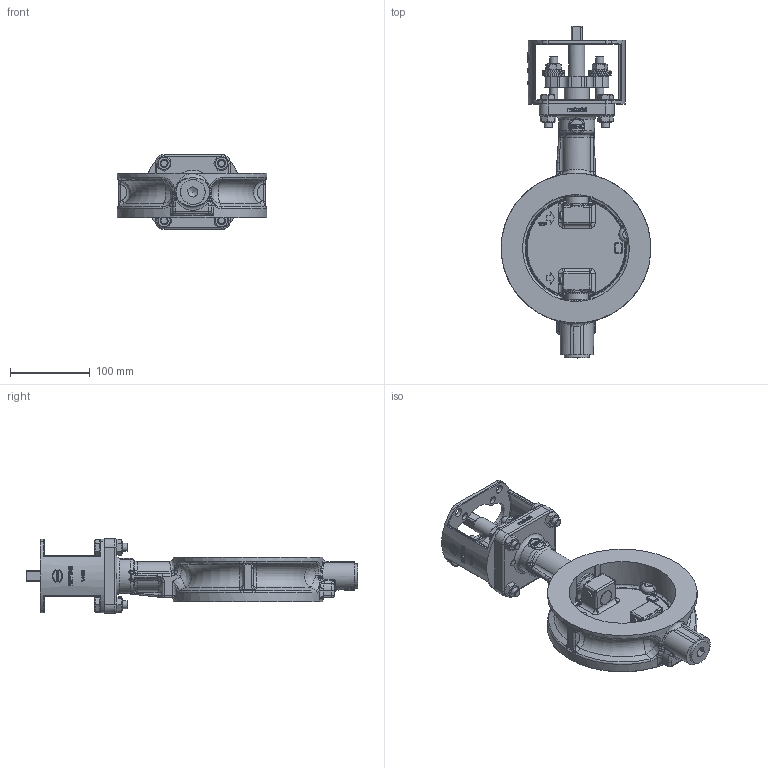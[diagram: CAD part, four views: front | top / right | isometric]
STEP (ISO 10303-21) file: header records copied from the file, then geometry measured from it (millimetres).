
FILE_DESCRIPTION(/* description */ (''),/* implementation_level */ '2;1');
FILE_NAME(/* name */ 'HPE111-DN125 Neu.stp',/* time_stamp */ '2021-02-22T15:37:39+01:00',/* author */ ('hellwig'),/* organization */ (''),/* preprocessor_version */ 'ST-DEVELOPER v16.5',/* originating_system */ 'Autodesk Inventor 2017',/* authorisation */ '');
FILE_SCHEMA (('CONFIG_CONTROL_DESIGN'));
Products named in the file (1): M21670
Bounding box: 188 x 417 x 94.14 mm (x, y, z)
Volume: 1317878.9 mm3; surface area: 345310.3 mm2
Topology: 14 solids, 24 shells, 2078 faces, 5194 edges, 3235 vertices
Faces by surface type: plane 743, bspline 618, cylinder 418, torus 138, cone 136, sphere 25
Full cylindrical faces by diameter (mm): 4.917 x6, 6 x2, 6.6 x2, 8.376 x2, 9 x10, 9.188 x4, 9.2 x2, 10 x14, 10.2 x12, 11 x12, 12.077 x1, 15.4 x4, 20 x3, 20.05 x4, 20.1 x1, 20.2 x4, 22 x1, 23.2 x3, 23.25 x2, 24.376 x2, 26 x1, 28 x12, 28.2 x2, 31 x1, 31.8 x1, 31.9 x1, 32 x2, 117.5 x1, 118 x1, 119.1 x1
Entity records: 113744 total; most frequent: CARTESIAN_POINT 66867, ORIENTED_EDGE 9656, DIRECTION 8159, EDGE_CURVE 4816, VERTEX_POINT 3161, AXIS2_PLACEMENT_3D 3160, EDGE_LOOP 2527, STYLED_ITEM 2079
